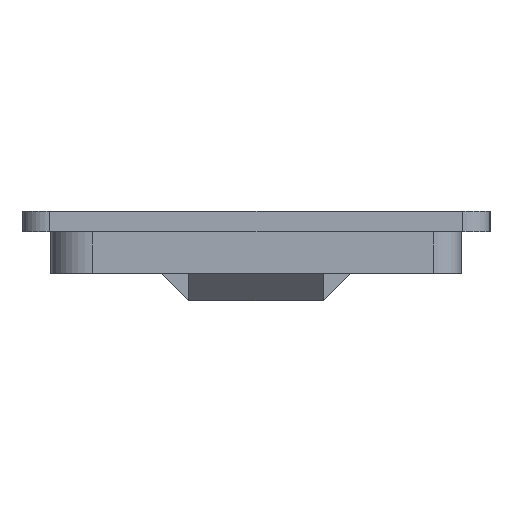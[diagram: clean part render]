
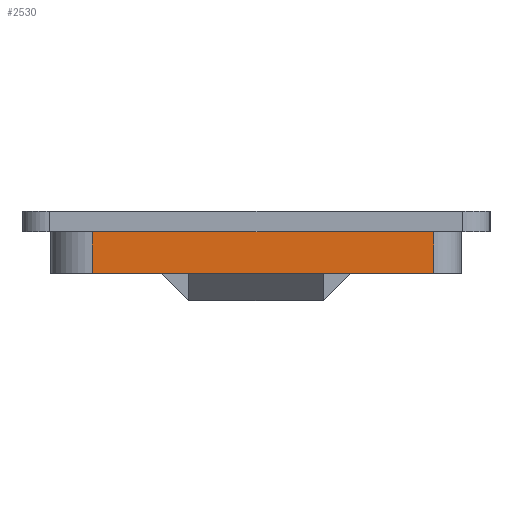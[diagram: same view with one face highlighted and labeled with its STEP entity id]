
A CAD part, left-side view. The second image highlights one B-rep face of the part: STEP entity #2530.
In plain terms, the highlighted planar face has unit normal (-1, 0, 0).
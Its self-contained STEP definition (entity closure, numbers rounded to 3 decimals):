
#524=FACE_OUTER_BOUND('',#648,.T.);
#648=EDGE_LOOP('',(#2095,#2096,#2097,#2098));
#735=LINE('',#3507,#995);
#893=LINE('',#3884,#1153);
#894=LINE('',#3887,#1154);
#895=LINE('',#3888,#1155);
#995=VECTOR('',#2842,10.);
#1153=VECTOR('',#3180,10.);
#1154=VECTOR('',#3183,10.);
#1155=VECTOR('',#3184,10.);
#1254=VERTEX_POINT('',#3504);
#1255=VERTEX_POINT('',#3506);
#1384=VERTEX_POINT('',#3882);
#1385=VERTEX_POINT('',#3886);
#1464=EDGE_CURVE('',#1254,#1255,#735,.T.);
#1653=EDGE_CURVE('',#1384,#1254,#893,.T.);
#1654=EDGE_CURVE('',#1385,#1384,#894,.T.);
#1655=EDGE_CURVE('',#1255,#1385,#895,.T.);
#2095=ORIENTED_EDGE('',*,*,#1653,.F.);
#2096=ORIENTED_EDGE('',*,*,#1654,.F.);
#2097=ORIENTED_EDGE('',*,*,#1655,.F.);
#2098=ORIENTED_EDGE('',*,*,#1464,.F.);
#2436=PLANE('',#2696);
#2530=ADVANCED_FACE('',(#524),#2436,.T.);
#2696=AXIS2_PLACEMENT_3D('',#3885,#3181,#3182);
#2842=DIRECTION('',(0.,1.,0.));
#3180=DIRECTION('',(0.,0.,-1.));
#3181=DIRECTION('center_axis',(-1.,0.,0.));
#3182=DIRECTION('ref_axis',(0.,1.,0.));
#3183=DIRECTION('',(0.,-1.,0.));
#3184=DIRECTION('',(0.,0.,1.));
#3504=CARTESIAN_POINT('',(-83.,-12.9,-3.));
#3506=CARTESIAN_POINT('',(-83.,11.9,-3.));
#3507=CARTESIAN_POINT('',(-83.,-14.9,-3.));
#3882=CARTESIAN_POINT('',(-83.,-12.9,0.));
#3884=CARTESIAN_POINT('',(-83.,-12.9,0.));
#3885=CARTESIAN_POINT('Origin',(-83.,-14.9,0.));
#3886=CARTESIAN_POINT('',(-83.,11.9,0.));
#3887=CARTESIAN_POINT('',(-83.,-7.45,0.));
#3888=CARTESIAN_POINT('',(-83.,11.9,0.));
